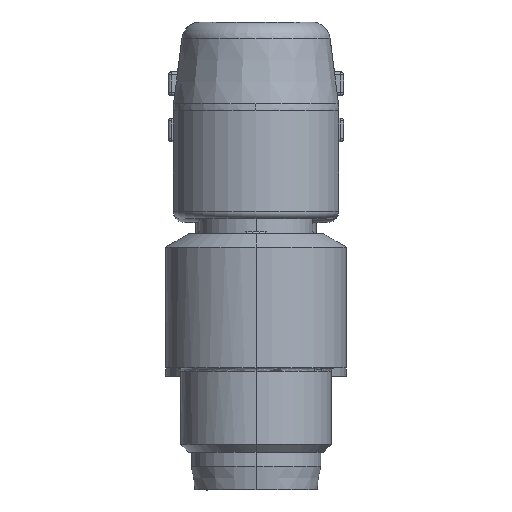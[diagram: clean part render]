
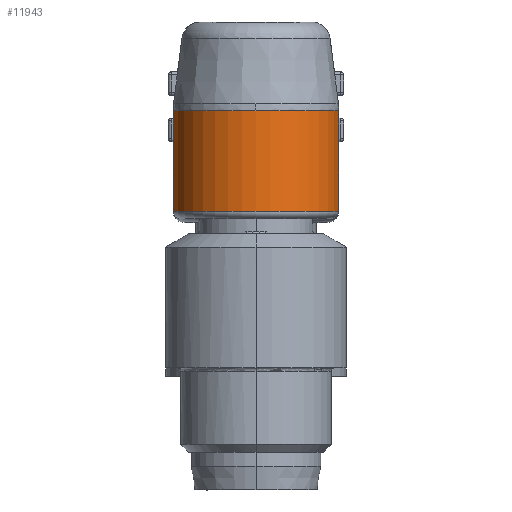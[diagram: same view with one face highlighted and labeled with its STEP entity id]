
A CAD part, front view. The second image highlights one B-rep face of the part: STEP entity #11943.
In plain terms, the highlighted cylindrical face has radius 4.4 mm (diameter 8.8 mm), a partial arc.
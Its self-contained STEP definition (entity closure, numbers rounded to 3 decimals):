
#11122=AXIS2_PLACEMENT_3D('Circle Axis2P3D',#11120,#11121,$) ;
#11156=AXIS2_PLACEMENT_3D('Circle Axis2P3D',#11154,#11155,$) ;
#11908=AXIS2_PLACEMENT_3D('Cylinder Axis2P3D',#11905,#11906,#11907) ;
#11929=AXIS2_PLACEMENT_3D('Circle Axis2P3D',#11927,#11928,$) ;
#10223=CARTESIAN_POINT('Vertex',(0.4,4.8,20.15)) ;
#10879=CARTESIAN_POINT('Line Origine',(0.4,4.8,24.85)) ;
#10883=CARTESIAN_POINT('Vertex',(0.4,4.8,18.65)) ;
#10885=CARTESIAN_POINT('Vertex',(0.4,4.8,14.8)) ;
#10906=CARTESIAN_POINT('Vertex',(9.2,4.8,18.65)) ;
#10909=CARTESIAN_POINT('Line Origine',(9.2,4.8,24.85)) ;
#10913=CARTESIAN_POINT('Vertex',(9.2,4.8,14.8)) ;
#11014=CARTESIAN_POINT('Line Origine',(0.4,4.8,24.85)) ;
#11018=CARTESIAN_POINT('Vertex',(0.4,4.8,19.6)) ;
#11117=CARTESIAN_POINT('Vertex',(4.8,0.4,20.15)) ;
#11120=CARTESIAN_POINT('Axis2P3D Location',(4.8,4.8,20.15)) ;
#11154=CARTESIAN_POINT('Axis2P3D Location',(4.8,4.8,20.15)) ;
#11158=CARTESIAN_POINT('Vertex',(9.2,4.8,20.15)) ;
#11905=CARTESIAN_POINT('Axis2P3D Location',(4.8,4.8,24.85)) ;
#11910=CARTESIAN_POINT('Line Origine',(9.2,4.8,24.85)) ;
#11914=CARTESIAN_POINT('Vertex',(9.2,4.8,19.6)) ;
#11917=CARTESIAN_POINT('Line Origine',(9.2,4.8,24.85)) ;
#11922=CARTESIAN_POINT('Line Origine',(0.4,4.8,24.85)) ;
#11927=CARTESIAN_POINT('Axis2P3D Location',(4.8,4.8,14.8)) ;
#10880=DIRECTION('Vector Direction',(0.,0.,-1.)) ;
#10910=DIRECTION('Vector Direction',(0.,0.,-1.)) ;
#11015=DIRECTION('Vector Direction',(0.,0.,-1.)) ;
#11121=DIRECTION('Axis2P3D Direction',(0.,0.,-1.)) ;
#11155=DIRECTION('Axis2P3D Direction',(0.,0.,-1.)) ;
#11906=DIRECTION('Axis2P3D Direction',(0.,0.,-1.)) ;
#11907=DIRECTION('Axis2P3D XDirection',(1.,0.,0.)) ;
#11911=DIRECTION('Vector Direction',(0.,0.,-1.)) ;
#11918=DIRECTION('Vector Direction',(0.,0.,-1.)) ;
#11923=DIRECTION('Vector Direction',(0.,0.,-1.)) ;
#11928=DIRECTION('Axis2P3D Direction',(0.,0.,-1.)) ;
#10881=VECTOR('Line Direction',#10880,1.) ;
#10911=VECTOR('Line Direction',#10910,1.) ;
#11016=VECTOR('Line Direction',#11015,1.) ;
#11912=VECTOR('Line Direction',#11911,1.) ;
#11919=VECTOR('Line Direction',#11918,1.) ;
#11924=VECTOR('Line Direction',#11923,1.) ;
#11933=ORIENTED_EDGE('',*,*,#10915,.T.) ;
#11934=ORIENTED_EDGE('',*,*,#11916,.F.) ;
#11935=ORIENTED_EDGE('',*,*,#11921,.T.) ;
#11936=ORIENTED_EDGE('',*,*,#11160,.T.) ;
#11937=ORIENTED_EDGE('',*,*,#11124,.T.) ;
#11938=ORIENTED_EDGE('',*,*,#11020,.T.) ;
#11939=ORIENTED_EDGE('',*,*,#11926,.F.) ;
#11940=ORIENTED_EDGE('',*,*,#10887,.T.) ;
#11941=ORIENTED_EDGE('',*,*,#11931,.F.) ;
#11943=ADVANCED_FACE('Hauptkoerper',(#11942),#11909,.T.) ;
#11123=CIRCLE('generated circle',#11122,4.4) ;
#11157=CIRCLE('generated circle',#11156,4.4) ;
#11930=CIRCLE('generated circle',#11929,4.4) ;
#11909=CYLINDRICAL_SURFACE('generated cylinder',#11908,4.4) ;
#10887=EDGE_CURVE('',#10884,#10886,#10882,.T.) ;
#10915=EDGE_CURVE('',#10914,#10907,#10912,.F.) ;
#11020=EDGE_CURVE('',#10224,#11019,#11017,.T.) ;
#11124=EDGE_CURVE('',#11118,#10224,#11123,.T.) ;
#11160=EDGE_CURVE('',#11159,#11118,#11157,.T.) ;
#11916=EDGE_CURVE('',#11915,#10907,#11913,.T.) ;
#11921=EDGE_CURVE('',#11915,#11159,#11920,.F.) ;
#11926=EDGE_CURVE('',#10884,#11019,#11925,.F.) ;
#11931=EDGE_CURVE('',#10914,#10886,#11930,.T.) ;
#11932=EDGE_LOOP('',(#11933,#11934,#11935,#11936,#11937,#11938,#11939,#11940,#11941)) ;
#11942=FACE_OUTER_BOUND('',#11932,.T.) ;
#10882=LINE('Line',#10879,#10881) ;
#10912=LINE('Line',#10909,#10911) ;
#11017=LINE('Line',#11014,#11016) ;
#11913=LINE('Line',#11910,#11912) ;
#11920=LINE('Line',#11917,#11919) ;
#11925=LINE('Line',#11922,#11924) ;
#10224=VERTEX_POINT('',#10223) ;
#10884=VERTEX_POINT('',#10883) ;
#10886=VERTEX_POINT('',#10885) ;
#10907=VERTEX_POINT('',#10906) ;
#10914=VERTEX_POINT('',#10913) ;
#11019=VERTEX_POINT('',#11018) ;
#11118=VERTEX_POINT('',#11117) ;
#11159=VERTEX_POINT('',#11158) ;
#11915=VERTEX_POINT('',#11914) ;
